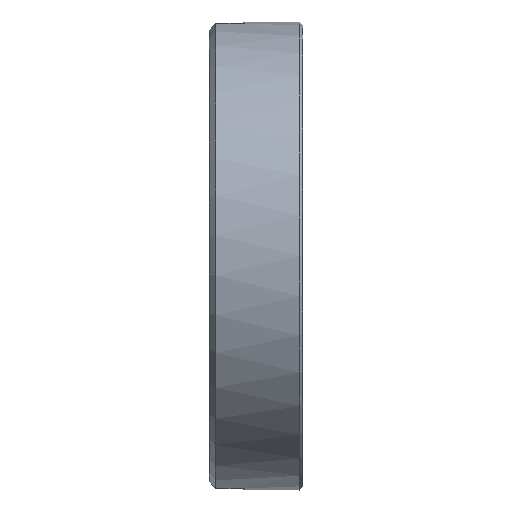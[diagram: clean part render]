
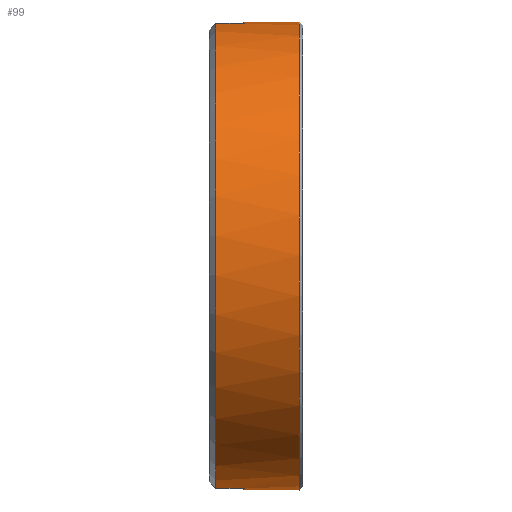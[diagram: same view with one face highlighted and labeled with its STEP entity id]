
A CAD part, top view. The second image highlights one B-rep face of the part: STEP entity #99.
In plain terms, the highlighted cylindrical face has radius 7 mm (diameter 14 mm), a full revolution.
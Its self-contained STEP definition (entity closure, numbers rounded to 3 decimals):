
#68=FACE_BOUND('',#183,.T.);
#69=FACE_BOUND('',#184,.T.);
#79=CIRCLE('',#706,7.);
#80=CIRCLE('',#707,7.);
#81=CIRCLE('',#708,7.);
#99=ADVANCED_FACE('',(#68,#69),#135,.T.);
#135=CYLINDRICAL_SURFACE('',#709,7.);
#183=EDGE_LOOP('',(#292));
#184=EDGE_LOOP('',(#293,#294,#295,#296,#297,#298,#299,#300));
#225=B_SPLINE_CURVE_WITH_KNOTS('',3,(#989,#990,#991,#992),.UNSPECIFIED.,
 .F.,.F.,(4,4),(0.,1.),.UNSPECIFIED.);
#226=B_SPLINE_CURVE_WITH_KNOTS('',3,(#1000,#1001,#1002,#1003),
 .UNSPECIFIED.,.F.,.F.,(4,4),(0.,1.),.UNSPECIFIED.);
#292=ORIENTED_EDGE('',*,*,#559,.T.);
#293=ORIENTED_EDGE('',*,*,#560,.F.);
#294=ORIENTED_EDGE('',*,*,#561,.T.);
#295=ORIENTED_EDGE('',*,*,#562,.F.);
#296=ORIENTED_EDGE('',*,*,#563,.F.);
#297=ORIENTED_EDGE('',*,*,#564,.F.);
#298=ORIENTED_EDGE('',*,*,#565,.T.);
#299=ORIENTED_EDGE('',*,*,#566,.F.);
#300=ORIENTED_EDGE('',*,*,#567,.F.);
#492=VERTEX_POINT('',#981);
#493=VERTEX_POINT('',#983);
#494=VERTEX_POINT('',#984);
#495=VERTEX_POINT('',#986);
#496=VERTEX_POINT('',#988);
#497=VERTEX_POINT('',#993);
#498=VERTEX_POINT('',#995);
#499=VERTEX_POINT('',#997);
#500=VERTEX_POINT('',#999);
#559=EDGE_CURVE('',#492,#492,#79,.T.);
#560=EDGE_CURVE('',#493,#494,#646,.T.);
#561=EDGE_CURVE('',#493,#495,#80,.T.);
#562=EDGE_CURVE('',#496,#495,#647,.T.);
#563=EDGE_CURVE('',#497,#496,#225,.T.);
#564=EDGE_CURVE('',#498,#497,#648,.T.);
#565=EDGE_CURVE('',#498,#499,#81,.T.);
#566=EDGE_CURVE('',#500,#499,#649,.T.);
#567=EDGE_CURVE('',#494,#500,#226,.T.);
#646=LINE('',#982,#675);
#647=LINE('',#987,#676);
#648=LINE('',#994,#677);
#649=LINE('',#998,#678);
#675=VECTOR('',#778,1.);
#676=VECTOR('',#781,1.);
#677=VECTOR('',#782,1.);
#678=VECTOR('',#785,1.);
#706=AXIS2_PLACEMENT_3D('',#980,#776,#777);
#707=AXIS2_PLACEMENT_3D('',#985,#779,#780);
#708=AXIS2_PLACEMENT_3D('',#996,#783,#784);
#709=AXIS2_PLACEMENT_3D('',#1004,#786,#787);
#776=DIRECTION('',(-1.,0.,0.));
#777=DIRECTION('',(0.,0.,-1.));
#778=DIRECTION('',(1.,0.,0.));
#779=DIRECTION('',(1.,0.,0.));
#780=DIRECTION('',(0.,0.,1.));
#781=DIRECTION('',(-1.,0.,0.));
#782=DIRECTION('',(1.,0.,0.));
#783=DIRECTION('',(1.,0.,0.));
#784=DIRECTION('',(0.,0.,1.));
#785=DIRECTION('',(-1.,0.,0.));
#786=DIRECTION('',(1.,0.,0.));
#787=DIRECTION('',(0.,0.,-1.));
#980=CARTESIAN_POINT('',(2.7,0.,0.));
#981=CARTESIAN_POINT('',(2.7,0.,-7.));
#982=CARTESIAN_POINT('',(0.,6.954,0.8));
#983=CARTESIAN_POINT('',(0.2,6.954,0.8));
#984=CARTESIAN_POINT('',(1.045,6.954,0.8));
#985=CARTESIAN_POINT('',(0.2,0.,0.));
#986=CARTESIAN_POINT('',(0.2,-6.954,0.8));
#987=CARTESIAN_POINT('',(0.,-6.954,0.8));
#988=CARTESIAN_POINT('',(1.045,-6.954,0.8));
#989=CARTESIAN_POINT('',(1.045,-6.954,-0.8));
#990=CARTESIAN_POINT('',(1.034,-7.015,-0.27));
#991=CARTESIAN_POINT('',(1.034,-7.015,0.27));
#992=CARTESIAN_POINT('',(1.045,-6.954,0.8));
#993=CARTESIAN_POINT('',(1.045,-6.954,-0.8));
#994=CARTESIAN_POINT('',(0.,-6.954,-0.8));
#995=CARTESIAN_POINT('',(0.2,-6.954,-0.8));
#996=CARTESIAN_POINT('',(0.2,0.,0.));
#997=CARTESIAN_POINT('',(0.2,6.954,-0.8));
#998=CARTESIAN_POINT('',(0.,6.954,-0.8));
#999=CARTESIAN_POINT('',(1.045,6.954,-0.8));
#1000=CARTESIAN_POINT('',(1.045,6.954,0.8));
#1001=CARTESIAN_POINT('',(1.034,7.015,0.27));
#1002=CARTESIAN_POINT('',(1.034,7.015,-0.27));
#1003=CARTESIAN_POINT('',(1.045,6.954,-0.8));
#1004=CARTESIAN_POINT('',(0.,0.,0.));
